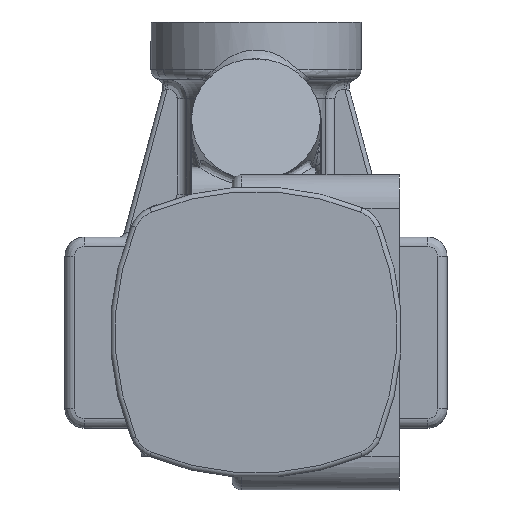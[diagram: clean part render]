
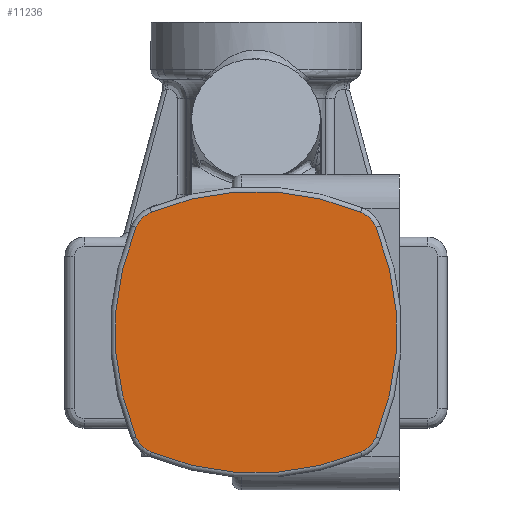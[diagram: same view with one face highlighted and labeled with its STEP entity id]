
A CAD part, top view. The second image highlights one B-rep face of the part: STEP entity #11236.
In plain terms, the highlighted planar face has unit normal (0, 0, 1).
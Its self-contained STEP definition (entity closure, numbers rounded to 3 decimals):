
#884=PLANE('',#12584);
#1522=FACE_OUTER_BOUND('',#2292,.T.);
#2292=EDGE_LOOP('',(#8781,#8782,#8783,#8784,#8785,#8786,#8787,#8788));
#3794=CIRCLE('',#12562,28.5);
#3797=CIRCLE('',#12566,3.);
#3799=CIRCLE('',#12569,3.);
#3801=CIRCLE('',#12572,28.5);
#3803=CIRCLE('',#12575,28.5);
#3805=CIRCLE('',#12578,3.);
#3807=CIRCLE('',#12581,3.);
#3808=CIRCLE('',#12583,28.5);
#4738=VERTEX_POINT('',#21773);
#4739=VERTEX_POINT('',#21775);
#4740=VERTEX_POINT('',#21779);
#4741=VERTEX_POINT('',#21783);
#4742=VERTEX_POINT('',#21787);
#4743=VERTEX_POINT('',#21791);
#4744=VERTEX_POINT('',#21795);
#4745=VERTEX_POINT('',#21799);
#6146=EDGE_CURVE('',#4738,#4739,#3794,.T.);
#6149=EDGE_CURVE('',#4740,#4738,#3797,.T.);
#6151=EDGE_CURVE('',#4739,#4741,#3799,.T.);
#6153=EDGE_CURVE('',#4742,#4740,#3801,.T.);
#6155=EDGE_CURVE('',#4741,#4743,#3803,.T.);
#6157=EDGE_CURVE('',#4744,#4742,#3805,.T.);
#6159=EDGE_CURVE('',#4743,#4745,#3807,.T.);
#6160=EDGE_CURVE('',#4745,#4744,#3808,.T.);
#8781=ORIENTED_EDGE('',*,*,#6146,.F.);
#8782=ORIENTED_EDGE('',*,*,#6149,.F.);
#8783=ORIENTED_EDGE('',*,*,#6153,.F.);
#8784=ORIENTED_EDGE('',*,*,#6157,.F.);
#8785=ORIENTED_EDGE('',*,*,#6160,.F.);
#8786=ORIENTED_EDGE('',*,*,#6159,.F.);
#8787=ORIENTED_EDGE('',*,*,#6155,.F.);
#8788=ORIENTED_EDGE('',*,*,#6151,.F.);
#11236=ADVANCED_FACE('',(#1522),#884,.F.);
#12562=AXIS2_PLACEMENT_3D('',#21776,#15160,#15161);
#12566=AXIS2_PLACEMENT_3D('',#21781,#15168,#15169);
#12569=AXIS2_PLACEMENT_3D('',#21785,#15174,#15175);
#12572=AXIS2_PLACEMENT_3D('',#21789,#15180,#15181);
#12575=AXIS2_PLACEMENT_3D('',#21793,#15186,#15187);
#12578=AXIS2_PLACEMENT_3D('',#21797,#15192,#15193);
#12581=AXIS2_PLACEMENT_3D('',#21801,#15198,#15199);
#12583=AXIS2_PLACEMENT_3D('',#21803,#15202,#15203);
#12584=AXIS2_PLACEMENT_3D('',#21804,#15204,#15205);
#15160=DIRECTION('center_axis',(0.,0.,
-1.));
#15161=DIRECTION('ref_axis',(0.,1.,0.));
#15168=DIRECTION('center_axis',(0.,0.,
-1.));
#15169=DIRECTION('ref_axis',(-0.707,0.707,0.));
#15174=DIRECTION('center_axis',(0.,0.,
-1.));
#15175=DIRECTION('ref_axis',(0.707,0.707,0.));
#15180=DIRECTION('center_axis',(0.,0.,
-1.));
#15181=DIRECTION('ref_axis',(-1.,0.,0.));
#15186=DIRECTION('center_axis',(0.,0.,
-1.));
#15187=DIRECTION('ref_axis',(1.,0.,0.));
#15192=DIRECTION('center_axis',(0.,0.,
-1.));
#15193=DIRECTION('ref_axis',(-0.707,-0.707,0.));
#15198=DIRECTION('center_axis',(0.,0.,
-1.));
#15199=DIRECTION('ref_axis',(0.707,-0.707,0.));
#15202=DIRECTION('center_axis',(0.,0.,
-1.));
#15203=DIRECTION('ref_axis',(0.,-1.,0.));
#15204=DIRECTION('center_axis',(0.,0.,
-1.));
#15205=DIRECTION('ref_axis',(-1.,0.,0.));
#21773=CARTESIAN_POINT('',(-10.946,12.546,37.5));
#21775=CARTESIAN_POINT('',(10.946,12.546,37.5));
#21776=CARTESIAN_POINT('Origin',(0.,-13.768,
37.5));
#21779=CARTESIAN_POINT('',(-12.564,10.928,37.5));
#21781=CARTESIAN_POINT('Origin',(-9.794,9.776,37.5));
#21783=CARTESIAN_POINT('',(12.564,10.928,37.5));
#21785=CARTESIAN_POINT('Origin',(9.794,9.776,37.5));
#21787=CARTESIAN_POINT('',(-12.564,-10.965,37.5));
#21789=CARTESIAN_POINT('Origin',(13.75,-0.018,37.5));
#21791=CARTESIAN_POINT('',(12.564,-10.965,37.5));
#21793=CARTESIAN_POINT('Origin',(-13.75,-0.018,37.5));
#21795=CARTESIAN_POINT('',(-10.946,-12.582,37.5));
#21797=CARTESIAN_POINT('Origin',(-9.794,-9.812,37.5));
#21799=CARTESIAN_POINT('',(10.946,-12.582,37.5));
#21801=CARTESIAN_POINT('Origin',(9.794,-9.812,37.5));
#21803=CARTESIAN_POINT('Origin',(0.,13.732,
37.5));
#21804=CARTESIAN_POINT('Origin',(0.,-0.018,
37.5));
